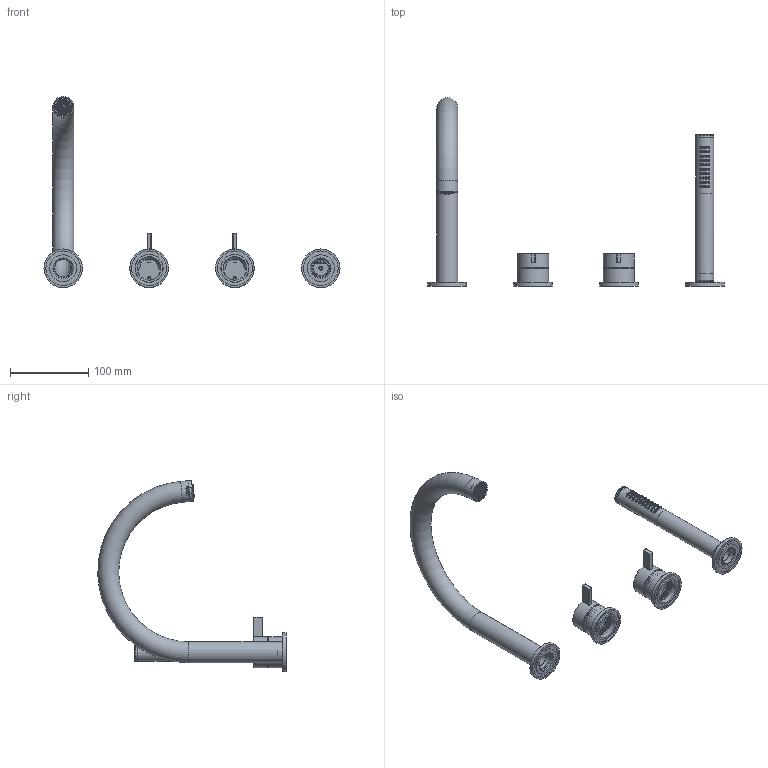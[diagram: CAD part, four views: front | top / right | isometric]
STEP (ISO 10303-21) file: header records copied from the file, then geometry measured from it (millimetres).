
FILE_DESCRIPTION(/* description */ ('Unknown'),/* implementation_level */ '2;1');
FILE_NAME(/* name */ 'AF083',/* time_stamp */ '2023-02-24T10:30:54+01:00',/* author */ ('Unknown'),/* organization */ ('Unknown'),/* preprocessor_version */ 'ST-DEVELOPER v18.102',/* originating_system */ 'Solid Edge',/* authorisation */ 'Unknown');
FILE_SCHEMA (('AUTOMOTIVE_DESIGN {1 0 10303 214 3 1 1}'));
Length unit declared in the file: millimetre
Products named in the file (23): AF083-00; BSIMVXA060_1_oa_0; ABIX112C001_oa_1; SCCBSC0002; AF031-001_oa_2; ABIX005C010 PER 083; ABIX005C013; ABIX112C001_oa_3; AF031-001_oa_4; AF083-LCEHXV214_oa_5; BSIMVXA059_1; BSIFSXA002_1_oa_6; SDCBSA0001_oa_7; SDCPKA0020_oa_8; SDCPKA0021_oa_9; SDCPKC0101; SDCPKA0022_oa_10; SDCPKC0105_AF1; SDCPKC0106; BSICTXA013_1; BSIAERA005_1_oa_11; BSIAERA005_1_1; BSIMVXA060_1
Assembly tree (26 placements, depth 6):
  AF083-00
    BSIMVXA060_1_oa_0
    ABIX112C001_oa_1
    SCCBSC0002  x2
    AF031-001_oa_2
      ABIX005C010 PER 083
      ABIX005C013
    ABIX112C001_oa_3
    AF031-001_oa_4
      ABIX005C010 PER 083
      ABIX005C013
    AF083-LCEHXV214_oa_5
      BSIMVXA059_1  x2
      BSIFSXA002_1_oa_6
      SDCBSA0001_oa_7
        SDCPKA0020_oa_8
          SDCPKA0021_oa_9
            SDCPKC0101
          SDCPKA0022_oa_10
            SDCPKC0105_AF1
          SDCPKC0106
      BSICTXA013_1
      BSIAERA005_1_oa_11
        BSIAERA005_1_1
    BSIMVXA060_1
Bounding box: 379.5 x 241.36 x 244.98 mm (x, y, z)
Volume: 165509.4 mm3; surface area: 153917.6 mm2
Topology: 18 solids, 18 shells, 4846 faces, 12813 edges, 8507 vertices
Faces by surface type: plane 3542, cone 611, cylinder 388, bspline 207, torus 94, sphere 4
Full cylindrical faces by diameter (mm): 2.5 x4, 2.7 x40, 3 x1, 3.2 x2, 5.325 x1, 8.875 x1, 12.35 x1, 15.75 x1, 16 x1, 18.5 x1, 19.5 x1, 21 x2, 21.1 x2, 21.175 x1, 21.3 x3, 21.75 x1, 21.9 x1, 22 x1, 23 x3, 23.2 x2, 23.9 x2, 24 x1, 24.25 x1, 24.5 x2, 26.9 x2, 30.4 x2, 31.3 x8, 34.5 x4, 35.6 x2, 36 x4
Entity records: 176902 total; most frequent: CARTESIAN_POINT 74570, ORIENTED_EDGE 23416, DIRECTION 15620, EDGE_CURVE 11708, VERTEX_POINT 7882, B_SPLINE_CURVE_WITH_KNOTS 6268, AXIS2_PLACEMENT_3D 5717, EDGE_LOOP 5526
